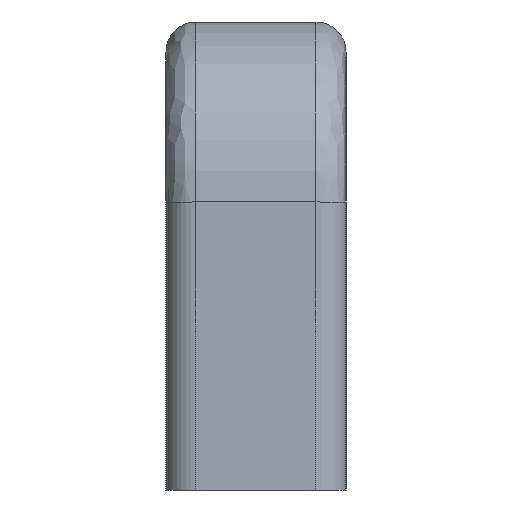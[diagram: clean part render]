
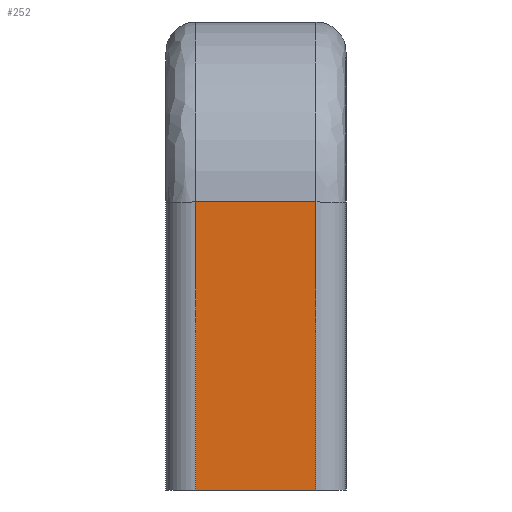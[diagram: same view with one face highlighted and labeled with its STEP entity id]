
A CAD part, left-side view. The second image highlights one B-rep face of the part: STEP entity #252.
In plain terms, the highlighted planar face has unit normal (-1, 0, 0).
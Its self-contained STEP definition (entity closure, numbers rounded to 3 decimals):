
#17 = CARTESIAN_POINT ( 'NONE',  ( -5., -5., 24. ) ) ;
#39 = DIRECTION ( 'NONE',  ( 0., 0., 1. ) ) ;
#45 = VECTOR ( 'NONE', #1516, 1000. ) ;
#53 = EDGE_CURVE ( 'NONE', #1519, #1481, #135, .T. ) ;
#63 = EDGE_CURVE ( 'NONE', #1519, #1295, #950, .T. ) ;
#64 = ORIENTED_EDGE ( 'NONE', *, *, #63, .F. ) ;
#101 = EDGE_CURVE ( 'NONE', #253, #1295, #729, .T. ) ;
#135 = LINE ( 'NONE', #521, #422 ) ;
#234 = EDGE_LOOP ( 'NONE', ( #795, #1173, #64, #465 ) ) ;
#238 = AXIS2_PLACEMENT_3D ( 'NONE', #1287, #436, #1412 ) ;
#252 = ADVANCED_FACE ( 'NONE', ( #1343 ), #819, .T. ) ;
#253 = VERTEX_POINT ( 'NONE', #563 ) ;
#362 = VECTOR ( 'NONE', #39, 1000. ) ;
#422 = VECTOR ( 'NONE', #651, 1000. ) ;
#436 = DIRECTION ( 'NONE',  ( -1., 0., 0. ) ) ;
#465 = ORIENTED_EDGE ( 'NONE', *, *, #53, .T. ) ;
#521 = CARTESIAN_POINT ( 'NONE',  ( -5., 5., 0. ) ) ;
#563 = CARTESIAN_POINT ( 'NONE',  ( -5., -5., 0. ) ) ;
#651 = DIRECTION ( 'NONE',  ( 0., 0., -1. ) ) ;
#679 = DIRECTION ( 'NONE',  ( 0., -1., 0. ) ) ;
#720 = CARTESIAN_POINT ( 'NONE',  ( -5., 5., 24. ) ) ;
#729 = LINE ( 'NONE', #1179, #362 ) ;
#795 = ORIENTED_EDGE ( 'NONE', *, *, #1062, .T. ) ;
#819 = PLANE ( 'NONE',  #238 ) ;
#950 = LINE ( 'NONE', #1163, #45 ) ;
#1046 = VECTOR ( 'NONE', #679, 1000. ) ;
#1050 = CARTESIAN_POINT ( 'NONE',  ( -5., -5., 0. ) ) ;
#1062 = EDGE_CURVE ( 'NONE', #1481, #253, #1496, .T. ) ;
#1064 = CARTESIAN_POINT ( 'NONE',  ( -5., 5., 0. ) ) ;
#1163 = CARTESIAN_POINT ( 'NONE',  ( -5., 0., 24. ) ) ;
#1173 = ORIENTED_EDGE ( 'NONE', *, *, #101, .T. ) ;
#1179 = CARTESIAN_POINT ( 'NONE',  ( -5., -5., 0. ) ) ;
#1287 = CARTESIAN_POINT ( 'NONE',  ( -5., -5., 0. ) ) ;
#1295 = VERTEX_POINT ( 'NONE', #17 ) ;
#1343 = FACE_OUTER_BOUND ( 'NONE', #234, .T. ) ;
#1412 = DIRECTION ( 'NONE',  ( 0., 0., 1. ) ) ;
#1481 = VERTEX_POINT ( 'NONE', #1064 ) ;
#1496 = LINE ( 'NONE', #1050, #1046 ) ;
#1516 = DIRECTION ( 'NONE',  ( 0., -1., 0. ) ) ;
#1519 = VERTEX_POINT ( 'NONE', #720 ) ;
